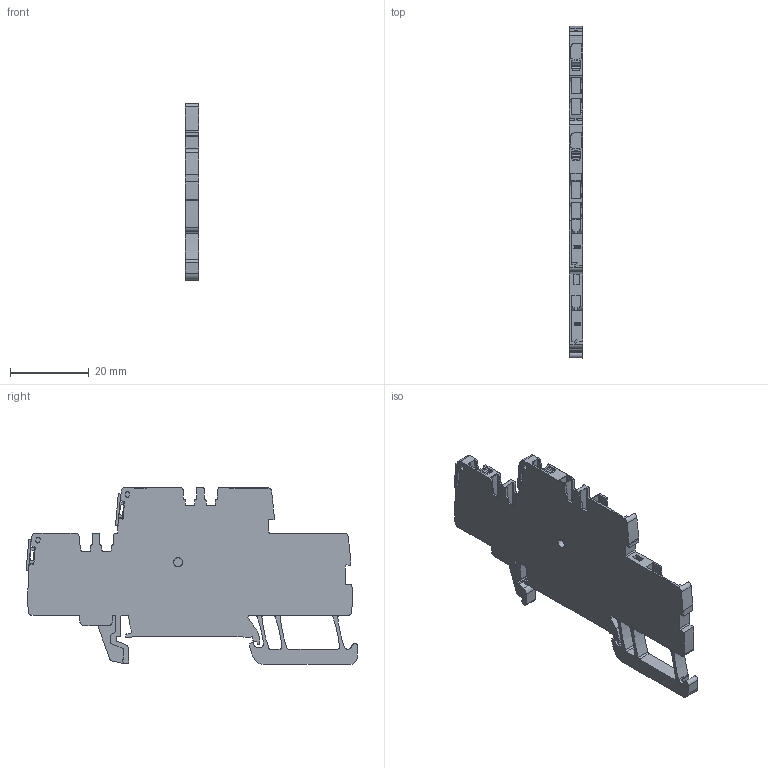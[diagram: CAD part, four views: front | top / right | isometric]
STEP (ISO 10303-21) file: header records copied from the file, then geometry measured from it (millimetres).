
FILE_DESCRIPTION(('CATIA V5R22 STEP214','CAx-IF Rec.Pracs.--- Model Styling and Organization---1.4--- 2014-01-23'),'2;1');
FILE_NAME ('1135727-2_1', '2019-07-05T12:05:10+00:00', ('Weidmueller Interface'), ('Weidmueller'), 'CATIA Version 5-6 Release 2016 SP3 HF44', 'CATIA V5 STEP AP214', 'none');
FILE_SCHEMA(('AUTOMOTIVE_DESIGN { 1 0 10303 214 1 1 1 1 }'));
Length unit declared in the file: millimetre
Products named in the file (1): 2675810000_APGTB_1-5_2T_VL_4C-2_DL
Bounding box: 3.5 x 84.33 x 44.95 mm (x, y, z)
Volume: 7202.9 mm3; surface area: 8825.7 mm2
Topology: 10 solids, 10 shells, 1023 faces, 2872 edges, 1875 vertices
Faces by surface type: plane 539, cylinder 397, extrusion 47, torus 20, bspline 10, sphere 8, cone 2
Entity records: 33828 total; most frequent: CARTESIAN_POINT 7985, ORIENTED_EDGE 5732, DIRECTION 4186, EDGE_CURVE 2866, VECTOR 1942, LINE 1895, VERTEX_POINT 1875, AXIS2_PLACEMENT_3D 1475
